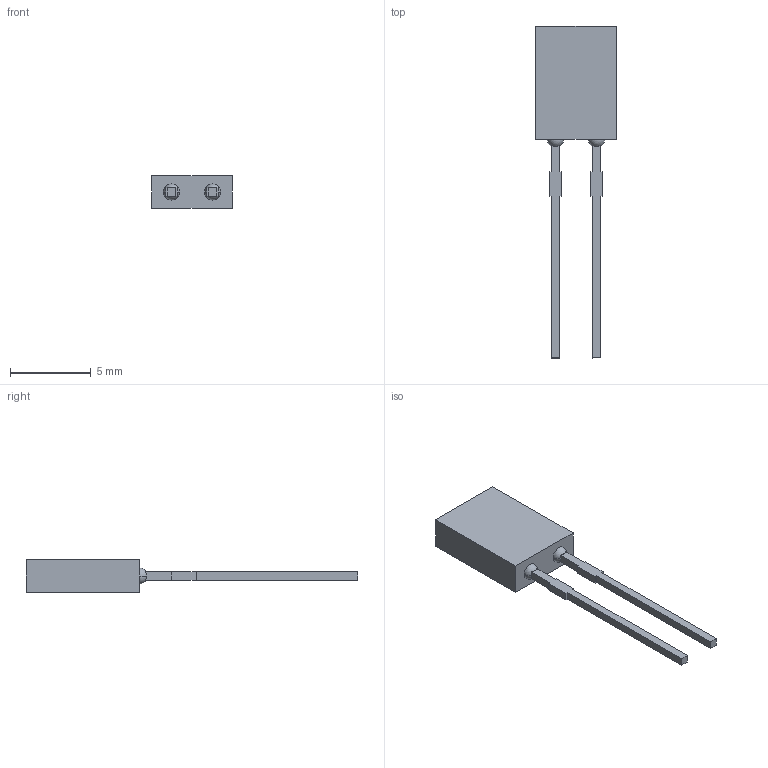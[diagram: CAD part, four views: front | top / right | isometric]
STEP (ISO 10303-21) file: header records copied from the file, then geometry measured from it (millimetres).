
FILE_DESCRIPTION (( 'STEP AP214' ), '1' );
FILE_NAME ('CAF6AA8C-5332-4BE2-ABE0-80118A82AA06.STEP', '2025-10-27T15:28:02', ( '' ), ( '' ), 'SwSTEP 2.0', 'SolidWorks 2022', '' );
FILE_SCHEMA (( 'AUTOMOTIVE_DESIGN' ));
Length unit declared in the file: millimetre
Products named in the file (1): CAF6AA8C-5332-4BE2-ABE0-80118A82AA06
Bounding box: 5 x 20.5 x 2 mm (x, y, z)
Volume: 77.3 mm3; surface area: 173.5 mm2
Topology: 1 solids, 1 shells, 36 faces, 104 edges, 68 vertices
Faces by surface type: plane 32, sphere 4
Entity records: 1264 total; most frequent: CARTESIAN_POINT 197, ORIENTED_EDGE 192, DIRECTION 190, EDGE_CURVE 96, LINE 76, VECTOR 76, VERTEX_POINT 64, AXIS2_PLACEMENT_3D 57
